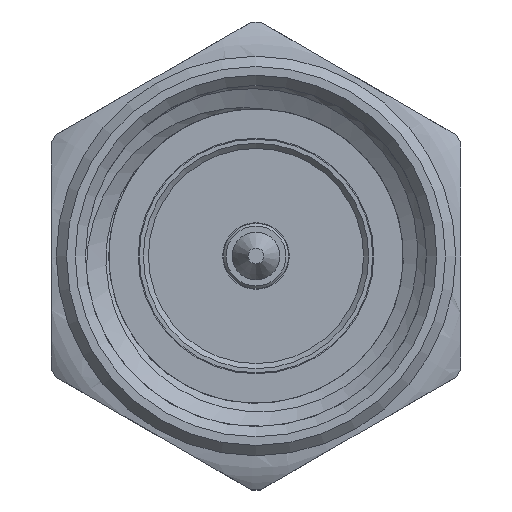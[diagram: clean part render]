
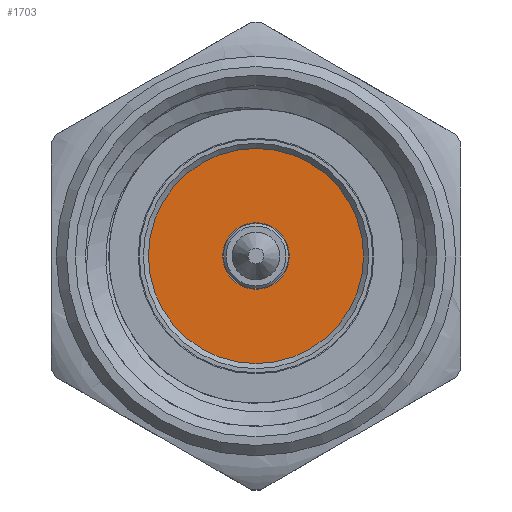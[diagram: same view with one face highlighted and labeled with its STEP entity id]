
A CAD part, front view. The second image highlights one B-rep face of the part: STEP entity #1703.
In plain terms, the highlighted planar face has unit normal (0, -1, 0).
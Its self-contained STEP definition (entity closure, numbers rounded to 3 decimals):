
#133=PLANE('',#1845);
#370=ORIENTED_EDGE('',*,*,#515,.T.);
#371=ORIENTED_EDGE('',*,*,#435,.F.);
#435=EDGE_CURVE('',#559,#559,#661,.T.);
#515=EDGE_CURVE('',#618,#618,#689,.T.);
#559=VERTEX_POINT('',#2289);
#618=VERTEX_POINT('',#3074);
#661=CIRCLE('',#1774,2.1);
#689=CIRCLE('',#1844,0.65);
#818=EDGE_LOOP('',(#370));
#819=EDGE_LOOP('',(#371));
#968=FACE_BOUND('',#818,.T.);
#969=FACE_BOUND('',#819,.T.);
#1703=ADVANCED_FACE('',(#968,#969),#133,.F.);
#1774=AXIS2_PLACEMENT_3D('',#2288,#1978,#1979);
#1844=AXIS2_PLACEMENT_3D('',#3073,#2138,#2139);
#1845=AXIS2_PLACEMENT_3D('',#3075,#2140,#2141);
#1978=DIRECTION('',(0.,1.,0.));
#1979=DIRECTION('',(1.,0.,0.));
#2138=DIRECTION('',(0.,1.,0.));
#2139=DIRECTION('',(1.,0.,0.));
#2140=DIRECTION('',(0.,1.,0.));
#2141=DIRECTION('',(0.,0.,1.));
#2288=CARTESIAN_POINT('',(0.,-8.,0.));
#2289=CARTESIAN_POINT('',(2.1,-8.,0.));
#3073=CARTESIAN_POINT('',(0.,-8.,0.));
#3074=CARTESIAN_POINT('',(0.65,-8.,0.));
#3075=CARTESIAN_POINT('',(0.,-8.,0.));
